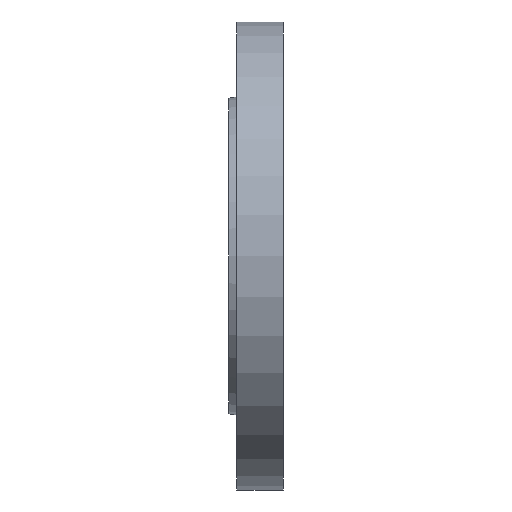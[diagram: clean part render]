
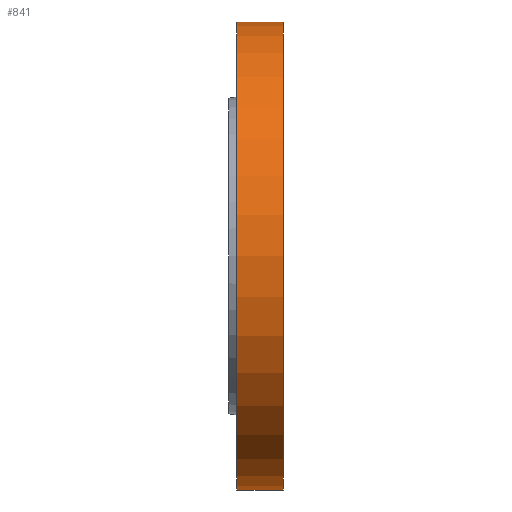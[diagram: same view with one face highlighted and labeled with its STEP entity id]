
A CAD part, left-side view. The second image highlights one B-rep face of the part: STEP entity #841.
In plain terms, the highlighted cylindrical face has radius 100 mm (diameter 200 mm), a partial arc.
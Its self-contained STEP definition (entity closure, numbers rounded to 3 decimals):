
#3 = CARTESIAN_POINT ( 'NONE',  ( 0., 0., -100. ) ) ;
#25 = DIRECTION ( 'NONE',  ( 0., 0., 1. ) ) ;
#31 = ORIENTED_EDGE ( 'NONE', *, *, #175, .F. ) ;
#58 = CIRCLE ( 'NONE', #576, 100. ) ;
#79 = DIRECTION ( 'NONE',  ( 0., 0., 1. ) ) ;
#85 = EDGE_CURVE ( 'NONE', #102, #632, #728, .T. ) ;
#102 = VERTEX_POINT ( 'NONE', #3 ) ;
#120 = EDGE_CURVE ( 'NONE', #823, #632, #548, .T. ) ;
#123 = DIRECTION ( 'NONE',  ( 0., 0., -1. ) ) ;
#143 = VECTOR ( 'NONE', #910, 1000. ) ;
#145 = CARTESIAN_POINT ( 'NONE',  ( 0., 20., 100. ) ) ;
#154 = DIRECTION ( 'NONE',  ( 0., 1., 0. ) ) ;
#165 = CARTESIAN_POINT ( 'NONE',  ( 0., 0., 0. ) ) ;
#175 = EDGE_CURVE ( 'NONE', #676, #823, #58, .T. ) ;
#219 = FACE_OUTER_BOUND ( 'NONE', #833, .T. ) ;
#225 = CARTESIAN_POINT ( 'NONE',  ( 0., 20., -100. ) ) ;
#252 = DIRECTION ( 'NONE',  ( 0., -1., 0. ) ) ;
#258 = DIRECTION ( 'NONE',  ( 0., 1., 0. ) ) ;
#357 = CARTESIAN_POINT ( 'NONE',  ( 0., 20., 0. ) ) ;
#361 = LINE ( 'NONE', #225, #143 ) ;
#409 = ORIENTED_EDGE ( 'NONE', *, *, #863, .T. ) ;
#451 = AXIS2_PLACEMENT_3D ( 'NONE', #165, #154, #79 ) ;
#507 = CARTESIAN_POINT ( 'NONE',  ( 0., 20., 0. ) ) ;
#548 = LINE ( 'NONE', #794, #761 ) ;
#576 = AXIS2_PLACEMENT_3D ( 'NONE', #507, #258, #25 ) ;
#580 = AXIS2_PLACEMENT_3D ( 'NONE', #357, #915, #123 ) ;
#585 = CARTESIAN_POINT ( 'NONE',  ( 0., 0., 100. ) ) ;
#603 = ORIENTED_EDGE ( 'NONE', *, *, #120, .F. ) ;
#632 = VERTEX_POINT ( 'NONE', #585 ) ;
#636 = ORIENTED_EDGE ( 'NONE', *, *, #85, .T. ) ;
#676 = VERTEX_POINT ( 'NONE', #735 ) ;
#728 = CIRCLE ( 'NONE', #451, 100. ) ;
#735 = CARTESIAN_POINT ( 'NONE',  ( 0., 20., -100. ) ) ;
#761 = VECTOR ( 'NONE', #252, 1000. ) ;
#794 = CARTESIAN_POINT ( 'NONE',  ( 0., 20., 100. ) ) ;
#823 = VERTEX_POINT ( 'NONE', #145 ) ;
#833 = EDGE_LOOP ( 'NONE', ( #603, #31, #409, #636 ) ) ;
#841 = ADVANCED_FACE ( 'NONE', ( #219 ), #898, .T. ) ;
#863 = EDGE_CURVE ( 'NONE', #676, #102, #361, .T. ) ;
#898 = CYLINDRICAL_SURFACE ( 'NONE', #580, 100. ) ;
#910 = DIRECTION ( 'NONE',  ( 0., -1., 0. ) ) ;
#915 = DIRECTION ( 'NONE',  ( 0., -1., 0. ) ) ;
